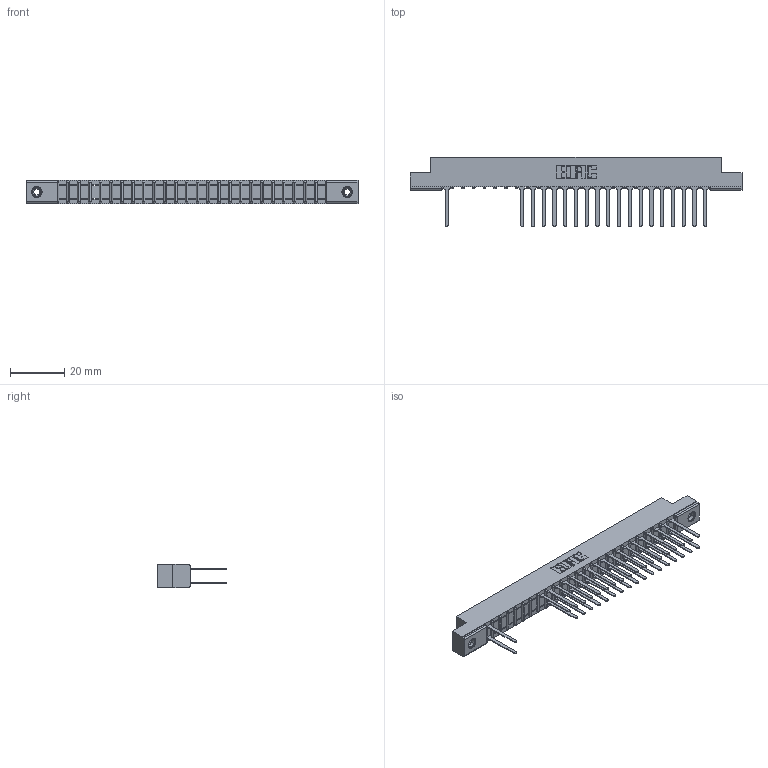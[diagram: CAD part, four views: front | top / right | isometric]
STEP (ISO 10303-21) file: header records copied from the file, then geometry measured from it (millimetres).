
FILE_DESCRIPTION (( 'STEP AP203' ), '1' );
FILE_NAME ('307-050-542-208.STEP', '2018-08-06T04:34:18', ( '' ), ( '' ), 'SwSTEP 2.0', 'SolidWorks 2016', '' );
FILE_SCHEMA (( 'CONFIG_CONTROL_DESIGN' ));
Length unit declared in the file: inch
Products named in the file (4): 345-250-001_345-250-003-102; 307-050-542-208; 307 Part_.156 Dia Mounting Holes; 307-290-001_542
Assembly tree (40 placements, depth 2):
  307-050-542-208
    307 Part_.156 Dia Mounting Holes
    307-290-001_542  x37
    345-250-001_345-250-003-102  x2
Bounding box: 122.07 x 25.43 x 8.71 mm (x, y, z)
Volume: 7951 mm3; surface area: 14014.6 mm2
Topology: 40 solids, 40 shells, 2036 faces, 5685 edges, 3662 vertices
Faces by surface type: plane 1327, cylinder 641, sphere 52, cone 12, torus 4
Entity records: 25065 total; most frequent: CARTESIAN_POINT 4143, ORIENTED_EDGE 4110, DIRECTION 4061, EDGE_CURVE 2055, LINE 1569, VECTOR 1569, VERTEX_POINT 1328, AXIS2_PLACEMENT_3D 1246
